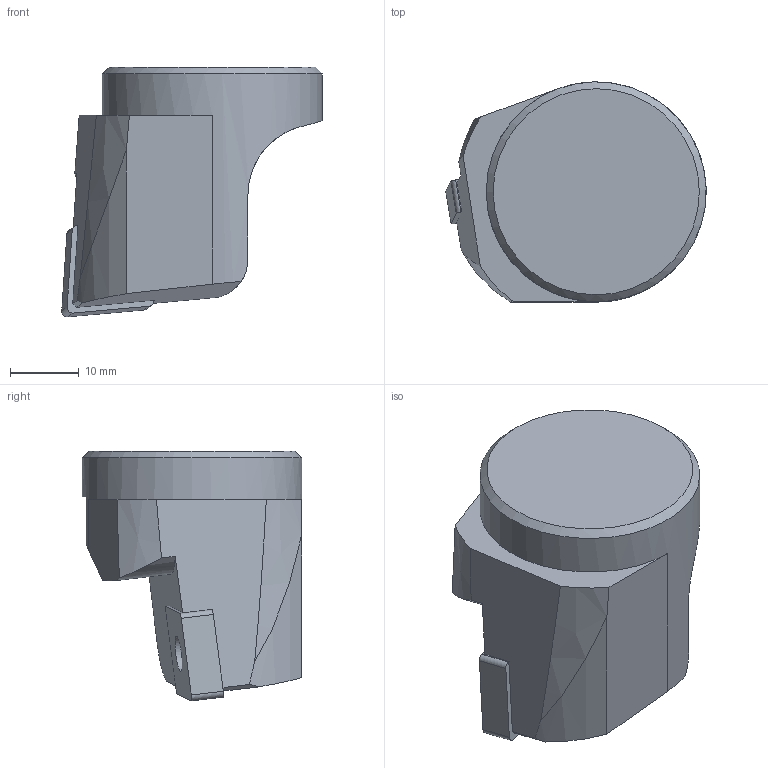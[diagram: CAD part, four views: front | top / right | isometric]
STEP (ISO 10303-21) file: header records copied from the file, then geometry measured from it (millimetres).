
FILE_DESCRIPTION(/* description */ ('3-D model version:1'),/* implementation_level */ '2;1');
FILE_NAME(/* name */ 'SL-PCLNR-32-12HP',/* time_stamp */ '2011-12-06T13:46:02+01:00',/* author */ ('InteractiveCad'),/* organization */ ('AB Sandvik Coromant'),/* preprocessor_version */ 'ST-DEVELOPER v11',/* originating_system */ 'SIEMENS UGS NX 6.0',/* authorisation */ '');
FILE_SCHEMA (('AP203_CONFIGURATION_CONTROLLED_3D_DESIGN_OF_MECHANICAL_PARTS_AND_ASSEMBLIES_MIM_LF'));
Length unit declared in the file: millimetre
Products named in the file (1): SL_PCLNR_32_12HP_SIM
Bounding box: 37.88 x 32 x 36.34 mm (x, y, z)
Volume: 20843.3 mm3; surface area: 5339.4 mm2
Topology: 2 solids, 2 shells, 40 faces, 107 edges, 71 vertices
Faces by surface type: plane 24, cylinder 13, cone 3
Full cylindrical faces by diameter (mm): 5.16 x1, 32 x1
Entity records: 1362 total; most frequent: CARTESIAN_POINT 247, DIRECTION 211, ORIENTED_EDGE 206, EDGE_CURVE 103, AXIS2_PLACEMENT_3D 76, VERTEX_POINT 70, LINE 59, VECTOR 59
